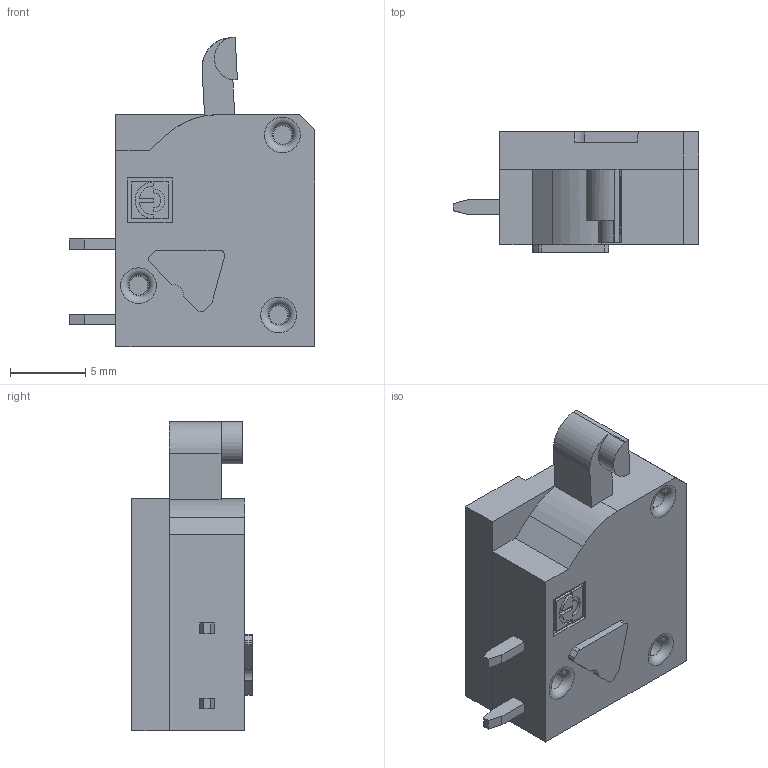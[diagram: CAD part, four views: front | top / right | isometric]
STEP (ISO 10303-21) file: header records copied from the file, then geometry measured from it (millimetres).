
FILE_DESCRIPTION(('STEP AP214'),'1');
FILE_NAME('MG101-5-V-P.stp','2024-03-29T07:34:23',(' '),(' '),'Spatial InterOp 3D',' ',' ');
FILE_SCHEMA(('AUTOMOTIVE_DESIGN { 1 0 10303 214 1 1 1 1 }'));
Length unit declared in the file: metre
Products named in the file (4): 1711697624; 1711697625; 1711697626; 1711697627
Bounding box: 16.3 x 8 x 20.54 mm (x, y, z)
Volume: 1282.7 mm3; surface area: 1540.9 mm2
Topology: 4 solids, 4 shells, 208 faces, 525 edges, 346 vertices
Faces by surface type: plane 140, cylinder 27, torus 24, cone 16, extrusion 1
Entity records: 10035 total; most frequent: CARTESIAN_POINT 1097, DIRECTION 990, ORIENTED_EDGE 938, STYLED_ITEM 681, PRESENTATION_STYLE_ASSIGNMENT 681, COLOUR_RGB 681, EDGE_CURVE 469, CURVE_STYLE 469
